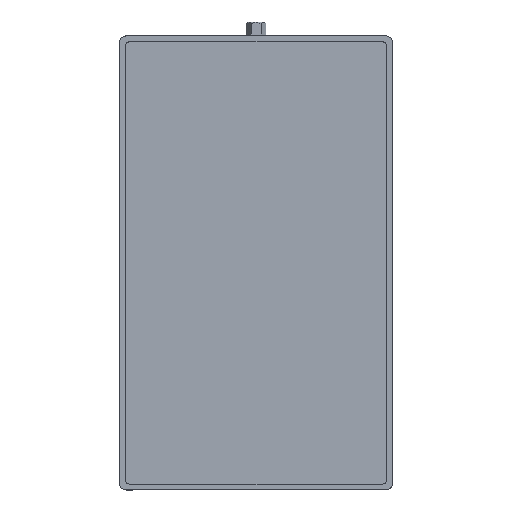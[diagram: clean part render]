
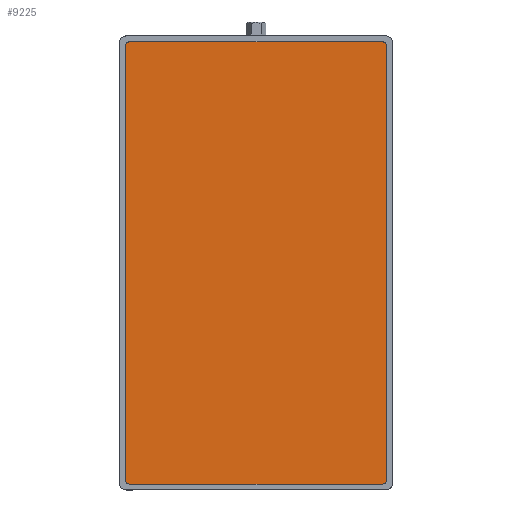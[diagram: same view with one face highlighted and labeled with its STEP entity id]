
A CAD part, front view. The second image highlights one B-rep face of the part: STEP entity #9225.
In plain terms, the highlighted planar face has unit normal (0, -1, 0).
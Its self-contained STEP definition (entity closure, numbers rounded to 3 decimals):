
#512 = LINE ( 'NONE', #5879, #519 ) ;
#515 = CIRCLE ( 'NONE', #8137, 5. ) ;
#518 = CIRCLE ( 'NONE', #8138, 5. ) ;
#519 = VECTOR ( 'NONE', #5873, 1000. ) ;
#520 = LINE ( 'NONE', #5878, #522 ) ;
#521 = CIRCLE ( 'NONE', #8139, 5. ) ;
#522 = VECTOR ( 'NONE', #5877, 1000. ) ;
#523 = LINE ( 'NONE', #5883, #525 ) ;
#524 = CIRCLE ( 'NONE', #8140, 5. ) ;
#525 = VECTOR ( 'NONE', #5884, 1000. ) ;
#526 = LINE ( 'NONE', #5888, #528 ) ;
#528 = VECTOR ( 'NONE', #5889, 1000. ) ;
#1420 = VERTEX_POINT ( 'NONE', #7101 ) ;
#1617 = ORIENTED_EDGE ( 'NONE', *, *, #4630, .T. ) ;
#1618 = ORIENTED_EDGE ( 'NONE', *, *, #4629, .T. ) ;
#1619 = ORIENTED_EDGE ( 'NONE', *, *, #4628, .T. ) ;
#1620 = ORIENTED_EDGE ( 'NONE', *, *, #4627, .T. ) ;
#1621 = ORIENTED_EDGE ( 'NONE', *, *, #4626, .T. ) ;
#1622 = ORIENTED_EDGE ( 'NONE', *, *, #4625, .T. ) ;
#1623 = ORIENTED_EDGE ( 'NONE', *, *, #4624, .T. ) ;
#1624 = ORIENTED_EDGE ( 'NONE', *, *, #4623, .T. ) ;
#2551 = EDGE_LOOP ( 'NONE', ( #1624, #1623, #1622, #1621, #1620, #1619, #1618, #1617 ) ) ;
#3267 = VERTEX_POINT ( 'NONE', #5705 ) ;
#3268 = VERTEX_POINT ( 'NONE', #5695 ) ;
#3272 = VERTEX_POINT ( 'NONE', #5706 ) ;
#3278 = VERTEX_POINT ( 'NONE', #5699 ) ;
#4052 = VERTEX_POINT ( 'NONE', #5787 ) ;
#4623 = EDGE_CURVE ( 'NONE', #3278, #3272, #515, .T. ) ;
#4624 = EDGE_CURVE ( 'NONE', #3272, #1420, #512, .T. ) ;
#4625 = EDGE_CURVE ( 'NONE', #1420, #3268, #518, .T. ) ;
#4626 = EDGE_CURVE ( 'NONE', #3268, #3267, #520, .T. ) ;
#4627 = EDGE_CURVE ( 'NONE', #3267, #4952, #521, .T. ) ;
#4628 = EDGE_CURVE ( 'NONE', #4952, #4052, #523, .T. ) ;
#4629 = EDGE_CURVE ( 'NONE', #4052, #4953, #524, .T. ) ;
#4630 = EDGE_CURVE ( 'NONE', #4953, #3278, #526, .T. ) ;
#4952 = VERTEX_POINT ( 'NONE', #7574 ) ;
#4953 = VERTEX_POINT ( 'NONE', #7578 ) ;
#5695 = CARTESIAN_POINT ( 'NONE',  ( -140., -2., -496. ) ) ;
#5699 = CARTESIAN_POINT ( 'NONE',  ( -140., -2., -6. ) ) ;
#5705 = CARTESIAN_POINT ( 'NONE',  ( 140., -2., -496. ) ) ;
#5706 = CARTESIAN_POINT ( 'NONE',  ( -145., -2., -11. ) ) ;
#5787 = CARTESIAN_POINT ( 'NONE',  ( 145., -2., -11. ) ) ;
#5873 = DIRECTION ( 'NONE',  ( 0., 0., -1. ) ) ;
#5877 = DIRECTION ( 'NONE',  ( 1., 0., 0. ) ) ;
#5878 = CARTESIAN_POINT ( 'NONE',  ( -140., -2., -496. ) ) ;
#5879 = CARTESIAN_POINT ( 'NONE',  ( -145., -2., -11. ) ) ;
#5880 = CARTESIAN_POINT ( 'NONE',  ( -140., -2., -11. ) ) ;
#5881 = DIRECTION ( 'NONE',  ( 0., -1., 0. ) ) ;
#5882 = DIRECTION ( 'NONE',  ( 0., 0., -1. ) ) ;
#5883 = CARTESIAN_POINT ( 'NONE',  ( 145., -2., -491. ) ) ;
#5884 = DIRECTION ( 'NONE',  ( 0., 0., 1. ) ) ;
#5885 = CARTESIAN_POINT ( 'NONE',  ( -140., -2., -491. ) ) ;
#5886 = DIRECTION ( 'NONE',  ( 0., -1., 0. ) ) ;
#5887 = DIRECTION ( 'NONE',  ( 0., 0., -1. ) ) ;
#5888 = CARTESIAN_POINT ( 'NONE',  ( 140., -2., -6. ) ) ;
#5889 = DIRECTION ( 'NONE',  ( -1., 0., 0. ) ) ;
#5890 = CARTESIAN_POINT ( 'NONE',  ( 140., -2., -491. ) ) ;
#5891 = DIRECTION ( 'NONE',  ( 0., -1., 0. ) ) ;
#5892 = DIRECTION ( 'NONE',  ( 0., 0., -1. ) ) ;
#5895 = CARTESIAN_POINT ( 'NONE',  ( 140., -2., -11. ) ) ;
#5896 = DIRECTION ( 'NONE',  ( 0., -1., 0. ) ) ;
#5897 = DIRECTION ( 'NONE',  ( 0., 0., -1. ) ) ;
#6750 = FACE_OUTER_BOUND ( 'NONE', #2551, .T. ) ;
#7101 = CARTESIAN_POINT ( 'NONE',  ( -145., -2., -491. ) ) ;
#7574 = CARTESIAN_POINT ( 'NONE',  ( 145., -2., -491. ) ) ;
#7578 = CARTESIAN_POINT ( 'NONE',  ( 140., -2., -6. ) ) ;
#8137 = AXIS2_PLACEMENT_3D ( 'NONE', #5880, #5881, #5882 ) ;
#8138 = AXIS2_PLACEMENT_3D ( 'NONE', #5885, #5886, #5887 ) ;
#8139 = AXIS2_PLACEMENT_3D ( 'NONE', #5890, #5891, #5892 ) ;
#8140 = AXIS2_PLACEMENT_3D ( 'NONE', #5895, #5896, #5897 ) ;
#9225 = ADVANCED_FACE ( 'NONE', ( #6750 ), #9310, .T. ) ;
#9310 = PLANE ( 'NONE',  #10645 ) ;
#9311 = CARTESIAN_POINT ( 'NONE',  ( -140., -2., -11. ) ) ;
#9312 = DIRECTION ( 'NONE',  ( 0., -1., 0. ) ) ;
#9313 = DIRECTION ( 'NONE',  ( 0., 0., -1. ) ) ;
#10645 = AXIS2_PLACEMENT_3D ( 'NONE', #9311, #9312, #9313 ) ;
